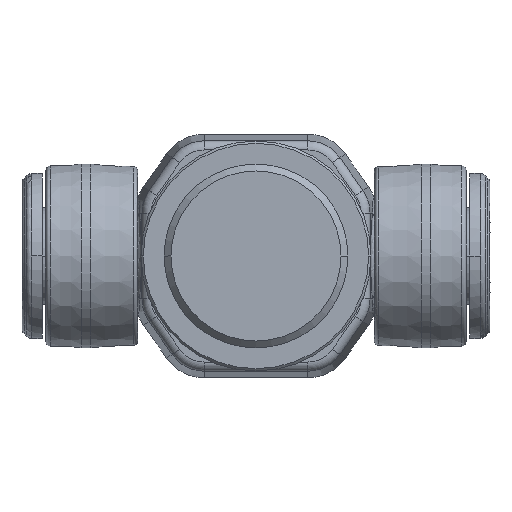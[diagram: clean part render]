
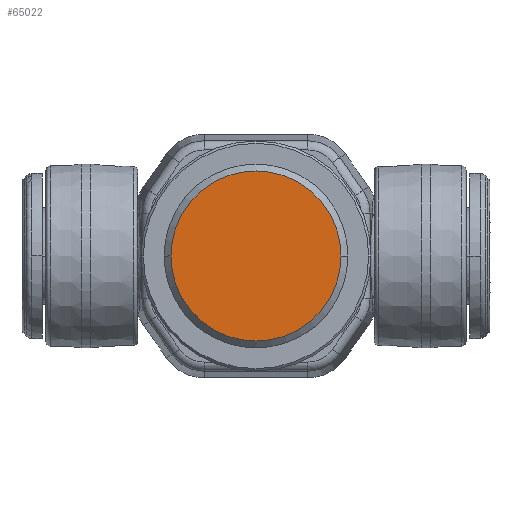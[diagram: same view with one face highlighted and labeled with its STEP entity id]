
A CAD part, front view. The second image highlights one B-rep face of the part: STEP entity #65022.
In plain terms, the highlighted planar face has unit normal (0, -1, 0).
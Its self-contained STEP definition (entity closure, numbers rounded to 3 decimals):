
#62434=CARTESIAN_POINT('',(0.,-110.,0.));
#62435=DIRECTION('',(0.,-1.,0.));
#62436=DIRECTION('',(-1.,0.,0.));
#62437=AXIS2_PLACEMENT_3D('',#62434,#62435,#62436);
#62439=CARTESIAN_POINT('',(0.,-110.,0.));
#62440=DIRECTION('',(0.,-1.,0.));
#62441=DIRECTION('',(1.,0.,0.));
#62442=AXIS2_PLACEMENT_3D('',#62439,#62440,#62441);
#64247=CARTESIAN_POINT('',(-37.,-110.,0.));
#64248=CARTESIAN_POINT('',(37.,-110.,0.));
#64249=VERTEX_POINT('',#64247);
#64250=VERTEX_POINT('',#64248);
#65012=CARTESIAN_POINT('',(0.,-110.,0.));
#65013=DIRECTION('',(0.,1.,0.));
#65014=DIRECTION('',(1.,0.,0.));
#65015=AXIS2_PLACEMENT_3D('',#65012,#65013,#65014);
#65016=PLANE('72',#65015);
#65017=ORIENTED_EDGE('156',*,*,#65002,.F.);
#65019=ORIENTED_EDGE('158',*,*,#65018,.F.);
#65020=EDGE_LOOP('72',(#65017,#65019));
#65021=FACE_OUTER_BOUND('72',#65020,.F.);
#62438=CIRCLE('156',#62437,37.);
#62443=CIRCLE('158',#62442,37.);
#65002=EDGE_CURVE('156',#64249,#64250,#62438,.T.);
#65018=EDGE_CURVE('158',#64250,#64249,#62443,.T.);
#65022=ADVANCED_FACE('72',(#65021),#65016,.F.);
